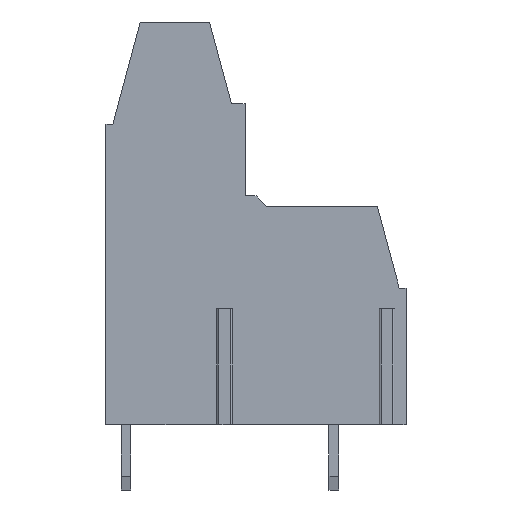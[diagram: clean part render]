
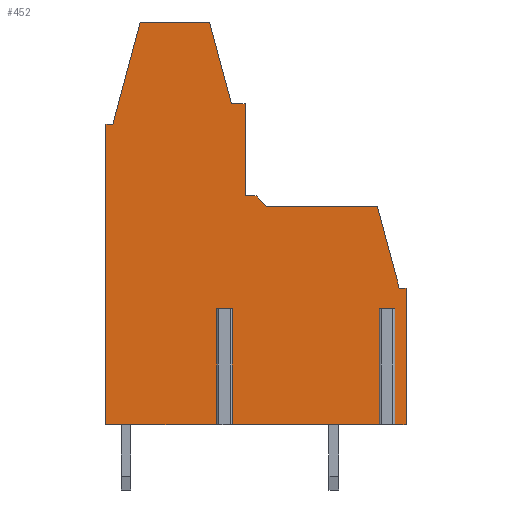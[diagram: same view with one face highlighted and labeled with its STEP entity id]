
A CAD part, front view. The second image highlights one B-rep face of the part: STEP entity #452.
In plain terms, the highlighted planar face has unit normal (0, -1, 0).
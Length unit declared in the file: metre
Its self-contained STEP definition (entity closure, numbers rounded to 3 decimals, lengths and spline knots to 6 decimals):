
#452=ADVANCED_FACE('',(#1022),#1023,.F.);
#1022=FACE_OUTER_BOUND('',#1697,.T.);
#1023=PLANE('',#1698);
#1697=EDGE_LOOP('',(#3075,#3076,#3077,#3078,#3079,#3080,#3081,#3082,#3083,#3084,#3085,#3086,#3087,#3088,#3089,#3090,#3091,#3092,#3093,#3094,#3095,#3096));
#1698=AXIS2_PLACEMENT_3D('',#3097,#3098,#3099);
#3075=ORIENTED_EDGE('',*,*,#4145,.F.);
#3076=ORIENTED_EDGE('',*,*,#4197,.F.);
#3077=ORIENTED_EDGE('',*,*,#4491,.F.);
#3078=ORIENTED_EDGE('',*,*,#4492,.T.);
#3079=ORIENTED_EDGE('',*,*,#4493,.F.);
#3080=ORIENTED_EDGE('',*,*,#4191,.F.);
#3081=ORIENTED_EDGE('',*,*,#4484,.F.);
#3082=ORIENTED_EDGE('',*,*,#4487,.T.);
#3083=ORIENTED_EDGE('',*,*,#4494,.F.);
#3084=ORIENTED_EDGE('',*,*,#4185,.F.);
#3085=ORIENTED_EDGE('',*,*,#4237,.F.);
#3086=ORIENTED_EDGE('',*,*,#4234,.F.);
#3087=ORIENTED_EDGE('',*,*,#4248,.F.);
#3088=ORIENTED_EDGE('',*,*,#4250,.F.);
#3089=ORIENTED_EDGE('',*,*,#4220,.F.);
#3090=ORIENTED_EDGE('',*,*,#4228,.F.);
#3091=ORIENTED_EDGE('',*,*,#4074,.F.);
#3092=ORIENTED_EDGE('',*,*,#4052,.F.);
#3093=ORIENTED_EDGE('',*,*,#4087,.F.);
#3094=ORIENTED_EDGE('',*,*,#4110,.F.);
#3095=ORIENTED_EDGE('',*,*,#4117,.F.);
#3096=ORIENTED_EDGE('',*,*,#4495,.F.);
#3097=CARTESIAN_POINT('',(0.066885,-0.010949,-0.02105));
#3098=DIRECTION('',(0.0,1.0,0.));
#3099=DIRECTION('',(0.0,0.,-1.0));
#4052=EDGE_CURVE('',#4853,#4855,#4856,.T.);
#4074=EDGE_CURVE('',#4855,#4889,#4890,.T.);
#4087=EDGE_CURVE('',#4912,#4853,#4914,.T.);
#4110=EDGE_CURVE('',#4946,#4912,#4948,.T.);
#4117=EDGE_CURVE('',#4956,#4946,#4958,.T.);
#4145=EDGE_CURVE('',#5005,#5007,#5008,.T.);
#4185=EDGE_CURVE('',#5078,#5080,#5081,.T.);
#4191=EDGE_CURVE('',#5090,#5092,#5093,.T.);
#4197=EDGE_CURVE('',#5102,#5005,#5104,.T.);
#4220=EDGE_CURVE('',#5143,#5145,#5146,.T.);
#4228=EDGE_CURVE('',#4889,#5143,#5158,.T.);
#4234=EDGE_CURVE('',#5165,#5167,#5168,.T.);
#4237=EDGE_CURVE('',#5167,#5078,#5171,.T.);
#4248=EDGE_CURVE('',#5189,#5165,#5191,.T.);
#4250=EDGE_CURVE('',#5145,#5189,#5193,.T.);
#4484=EDGE_CURVE('',#5524,#5090,#5525,.T.);
#4487=EDGE_CURVE('',#5524,#5528,#5529,.T.);
#4491=EDGE_CURVE('',#5534,#5102,#5535,.T.);
#4492=EDGE_CURVE('',#5534,#5536,#5537,.T.);
#4493=EDGE_CURVE('',#5092,#5536,#5538,.T.);
#4494=EDGE_CURVE('',#5080,#5528,#5539,.T.);
#4495=EDGE_CURVE('',#5007,#4956,#5540,.T.);
#4853=VERTEX_POINT('',#6027);
#4855=VERTEX_POINT('',#6030);
#4856=LINE('',#6031,#6032);
#4889=VERTEX_POINT('',#6077);
#4890=LINE('',#6078,#6079);
#4912=VERTEX_POINT('',#6111);
#4914=LINE('',#6114,#6115);
#4946=VERTEX_POINT('',#6160);
#4948=LINE('',#6163,#6164);
#4956=VERTEX_POINT('',#6174);
#4958=LINE('',#6177,#6178);
#5005=VERTEX_POINT('',#6257);
#5007=VERTEX_POINT('',#6260);
#5008=LINE('',#6261,#6262);
#5078=VERTEX_POINT('',#6364);
#5080=VERTEX_POINT('',#6367);
#5081=LINE('',#6368,#6369);
#5090=VERTEX_POINT('',#6380);
#5092=VERTEX_POINT('',#6383);
#5093=LINE('',#6384,#6385);
#5102=VERTEX_POINT('',#6396);
#5104=LINE('',#6399,#6400);
#5143=VERTEX_POINT('',#6459);
#5145=VERTEX_POINT('',#6462);
#5146=LINE('',#6463,#6464);
#5158=LINE('',#6482,#6483);
#5165=VERTEX_POINT('',#6493);
#5167=VERTEX_POINT('',#6496);
#5168=LINE('',#6497,#6498);
#5171=LINE('',#6502,#6503);
#5189=VERTEX_POINT('',#6529);
#5191=LINE('',#6532,#6533);
#5193=LINE('',#6535,#6536);
#5524=VERTEX_POINT('',#7012);
#5525=LINE('',#7013,#7014);
#5528=VERTEX_POINT('',#7018);
#5529=LINE('',#7019,#7020);
#5534=VERTEX_POINT('',#7026);
#5535=LINE('',#7027,#7028);
#5536=VERTEX_POINT('',#7029);
#5537=LINE('',#7030,#7031);
#5538=LINE('',#7032,#7033);
#5539=LINE('',#7034,#7035);
#5540=LINE('',#7036,#7037);
#6027=CARTESIAN_POINT('',(0.022066,-0.010949,0.025819));
#6030=CARTESIAN_POINT('',(0.023066,-0.010949,0.025819));
#6031=CARTESIAN_POINT('',(0.023066,-0.010949,0.025819));
#6032=VECTOR('',#7636,1.0);
#6077=CARTESIAN_POINT('',(0.023066,-0.010949,0.019069));
#6078=CARTESIAN_POINT('',(0.023066,-0.010949,0.019069));
#6079=VECTOR('',#7658,1.0);
#6111=CARTESIAN_POINT('',(0.020458,-0.010949,0.031819));
#6114=CARTESIAN_POINT('',(0.022066,-0.010949,0.025819));
#6115=VECTOR('',#7670,1.0);
#6160=CARTESIAN_POINT('',(0.015375,-0.010949,0.031819));
#6163=CARTESIAN_POINT('',(0.020458,-0.010949,0.031819));
#6164=VECTOR('',#7694,1.0);
#6174=CARTESIAN_POINT('',(0.013366,-0.010949,0.024319));
#6177=CARTESIAN_POINT('',(0.015375,-0.010949,0.031819));
#6178=VECTOR('',#7701,1.0);
#6257=CARTESIAN_POINT('',(0.012866,-0.010949,0.002319));
#6260=CARTESIAN_POINT('',(0.012866,-0.010949,0.024319));
#6261=CARTESIAN_POINT('',(0.012866,-0.010949,0.024319));
#6262=VECTOR('',#7728,1.0);
#6364=CARTESIAN_POINT('',(0.034866,-0.010949,0.002319));
#6367=CARTESIAN_POINT('',(0.033872,-0.010949,0.002319));
#6368=CARTESIAN_POINT('',(0.012866,-0.010949,0.002319));
#6369=VECTOR('',#7774,1.0);
#6380=CARTESIAN_POINT('',(0.03306,-0.010949,0.002319));
#6383=CARTESIAN_POINT('',(0.021972,-0.010949,0.002319));
#6384=CARTESIAN_POINT('',(0.012866,-0.010949,0.002319));
#6385=VECTOR('',#7784,1.0);
#6396=CARTESIAN_POINT('',(0.02116,-0.010949,0.002319));
#6399=CARTESIAN_POINT('',(0.012866,-0.010949,0.002319));
#6400=VECTOR('',#7794,1.0);
#6459=CARTESIAN_POINT('',(0.023866,-0.010949,0.019069));
#6462=CARTESIAN_POINT('',(0.024616,-0.010949,0.018319));
#6463=CARTESIAN_POINT('',(0.024616,-0.010949,0.018319));
#6464=VECTOR('',#7816,1.0);
#6482=CARTESIAN_POINT('',(0.024116,-0.010949,0.019069));
#6483=VECTOR('',#7823,1.0);
#6493=CARTESIAN_POINT('',(0.034366,-0.010949,0.012319));
#6496=CARTESIAN_POINT('',(0.034866,-0.010949,0.012319));
#6497=CARTESIAN_POINT('',(0.034866,-0.010949,0.012319));
#6498=VECTOR('',#7828,1.0);
#6502=CARTESIAN_POINT('',(0.034866,-0.010949,0.002319));
#6503=VECTOR('',#7830,1.0);
#6529=CARTESIAN_POINT('',(0.032758,-0.010949,0.018319));
#6532=CARTESIAN_POINT('',(0.034366,-0.010949,0.012319));
#6533=VECTOR('',#7840,1.0);
#6535=CARTESIAN_POINT('',(0.032758,-0.010949,0.018319));
#6536=VECTOR('',#7841,1.0);
#7012=CARTESIAN_POINT('',(0.03306,-0.010949,0.010819));
#7013=CARTESIAN_POINT('',(0.03306,-0.010949,-0.02105));
#7014=VECTOR('',#8058,1.0);
#7018=CARTESIAN_POINT('',(0.033872,-0.010949,0.010819));
#7019=CARTESIAN_POINT('',(0.066885,-0.010949,0.010819));
#7020=VECTOR('',#8060,1.0);
#7026=CARTESIAN_POINT('',(0.02116,-0.010949,0.010819));
#7027=CARTESIAN_POINT('',(0.02116,-0.010949,-0.02105));
#7028=VECTOR('',#8065,1.0);
#7029=CARTESIAN_POINT('',(0.021972,-0.010949,0.010819));
#7030=CARTESIAN_POINT('',(0.066885,-0.010949,0.010819));
#7031=VECTOR('',#8066,1.0);
#7032=CARTESIAN_POINT('',(0.021972,-0.010949,-0.02105));
#7033=VECTOR('',#8067,1.0);
#7034=CARTESIAN_POINT('',(0.033872,-0.010949,-0.02105));
#7035=VECTOR('',#8068,1.0);
#7036=CARTESIAN_POINT('',(0.013366,-0.010949,0.024319));
#7037=VECTOR('',#8069,1.0);
#7636=DIRECTION('',(1.0,0.0,0.0));
#7658=DIRECTION('',(0.0,0.,-1.0));
#7670=DIRECTION('',(0.259,0.,-0.966));
#7694=DIRECTION('',(1.0,0.,0.));
#7701=DIRECTION('',(0.259,0.,0.966));
#7728=DIRECTION('',(0.0,0.,1.0));
#7774=DIRECTION('',(-1.0,-0.0,0.0));
#7784=DIRECTION('',(-1.0,-0.0,0.0));
#7794=DIRECTION('',(-1.0,-0.0,0.0));
#7816=DIRECTION('',(0.707,0.,-0.707));
#7823=DIRECTION('',(1.0,0.0,0.0));
#7828=DIRECTION('',(1.0,0.0,0.0));
#7830=DIRECTION('',(0.0,0.,-1.0));
#7840=DIRECTION('',(0.259,0.,-0.966));
#7841=DIRECTION('',(1.0,0.0,0.0));
#8058=DIRECTION('',(0.,0.,-1.0));
#8060=DIRECTION('',(1.0,0.,0.));
#8065=DIRECTION('',(0.,0.,-1.0));
#8066=DIRECTION('',(1.0,0.,0.));
#8067=DIRECTION('',(0.,0.,1.0));
#8068=DIRECTION('',(0.,0.,1.0));
#8069=DIRECTION('',(1.0,0.,0.));
